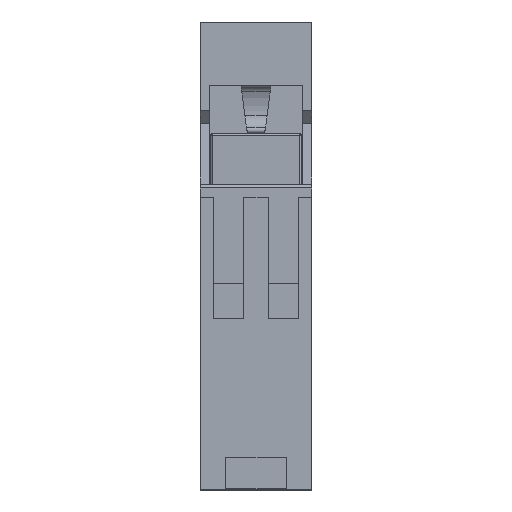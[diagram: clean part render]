
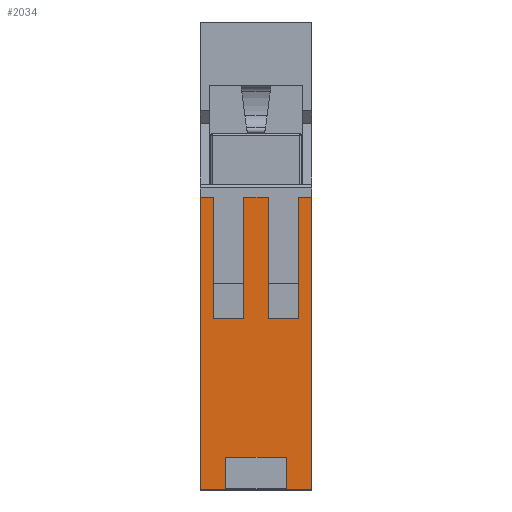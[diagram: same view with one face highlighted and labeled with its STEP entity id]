
A CAD part, front view. The second image highlights one B-rep face of the part: STEP entity #2034.
In plain terms, the highlighted planar face has unit normal (0, -1, 0).
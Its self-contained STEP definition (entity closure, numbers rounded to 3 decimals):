
#185=PLANE('',#6053);
#609=LINE('',#8600,#1240);
#611=LINE('',#8605,#1242);
#633=LINE('',#8655,#1264);
#669=LINE('',#8744,#1300);
#746=LINE('',#8913,#1377);
#807=LINE('',#9034,#1438);
#809=LINE('',#9038,#1440);
#811=LINE('',#9043,#1442);
#817=LINE('',#9054,#1448);
#818=LINE('',#9056,#1449);
#822=LINE('',#9063,#1453);
#823=LINE('',#9065,#1454);
#824=LINE('',#9067,#1455);
#825=LINE('',#9069,#1456);
#826=LINE('',#9070,#1457);
#827=LINE('',#9072,#1458);
#828=LINE('',#9074,#1459);
#829=LINE('',#9075,#1460);
#830=LINE('',#9078,#1461);
#831=LINE('',#9079,#1462);
#1240=VECTOR('',#6993,1.);
#1242=VECTOR('',#6997,1.);
#1264=VECTOR('',#7033,1.);
#1300=VECTOR('',#7087,1.);
#1377=VECTOR('',#7212,1.);
#1438=VECTOR('',#7333,1.);
#1440=VECTOR('',#7337,1.);
#1442=VECTOR('',#7341,1.);
#1448=VECTOR('',#7349,1.);
#1449=VECTOR('',#7352,1.);
#1453=VECTOR('',#7358,1.);
#1454=VECTOR('',#7361,1.);
#1455=VECTOR('',#7362,1.);
#1456=VECTOR('',#7363,1.);
#1457=VECTOR('',#7364,1.);
#1458=VECTOR('',#7365,1.);
#1459=VECTOR('',#7366,1.);
#1460=VECTOR('',#7367,1.);
#1461=VECTOR('',#7368,1.);
#1462=VECTOR('',#7369,1.);
#2034=ADVANCED_FACE('',(#2199,#2200,#2201),#185,.T.);
#2199=FACE_BOUND('',#2470,.T.);
#2200=FACE_BOUND('',#2471,.T.);
#2201=FACE_BOUND('',#2472,.T.);
#2470=EDGE_LOOP('',(#3674,#3675,#3676,#3677,#3678,#3679,#3680,#3681,#3682,
#3683,#3684,#3685));
#2471=EDGE_LOOP('',(#3686,#3687,#3688,#3689));
#2472=EDGE_LOOP('',(#3690,#3691,#3692,#3693));
#3674=ORIENTED_EDGE('',*,*,#5245,.F.);
#3675=ORIENTED_EDGE('',*,*,#5114,.T.);
#3676=ORIENTED_EDGE('',*,*,#5308,.T.);
#3677=ORIENTED_EDGE('',*,*,#5324,.T.);
#3678=ORIENTED_EDGE('',*,*,#5325,.T.);
#3679=ORIENTED_EDGE('',*,*,#5326,.T.);
#3680=ORIENTED_EDGE('',*,*,#5323,.T.);
#3681=ORIENTED_EDGE('',*,*,#5318,.T.);
#3682=ORIENTED_EDGE('',*,*,#5312,.T.);
#3683=ORIENTED_EDGE('',*,*,#5319,.T.);
#3684=ORIENTED_EDGE('',*,*,#5310,.T.);
#3685=ORIENTED_EDGE('',*,*,#5158,.F.);
#3686=ORIENTED_EDGE('',*,*,#5327,.F.);
#3687=ORIENTED_EDGE('',*,*,#5087,.T.);
#3688=ORIENTED_EDGE('',*,*,#5328,.T.);
#3689=ORIENTED_EDGE('',*,*,#5329,.F.);
#3690=ORIENTED_EDGE('',*,*,#5330,.T.);
#3691=ORIENTED_EDGE('',*,*,#5331,.T.);
#3692=ORIENTED_EDGE('',*,*,#5089,.F.);
#3693=ORIENTED_EDGE('',*,*,#5332,.F.);
#4387=VERTEX_POINT('',#8591);
#4391=VERTEX_POINT('',#8599);
#4393=VERTEX_POINT('',#8604);
#4394=VERTEX_POINT('',#8606);
#4414=VERTEX_POINT('',#8654);
#4415=VERTEX_POINT('',#8656);
#4458=VERTEX_POINT('',#8743);
#4459=VERTEX_POINT('',#8745);
#4556=VERTEX_POINT('',#9033);
#4557=VERTEX_POINT('',#9037);
#4558=VERTEX_POINT('',#9041);
#4560=VERTEX_POINT('',#9044);
#4562=VERTEX_POINT('',#9050);
#4565=VERTEX_POINT('',#9062);
#4566=VERTEX_POINT('',#9066);
#4567=VERTEX_POINT('',#9068);
#4568=VERTEX_POINT('',#9071);
#4569=VERTEX_POINT('',#9073);
#4570=VERTEX_POINT('',#9076);
#4571=VERTEX_POINT('',#9077);
#5087=EDGE_CURVE('',#4387,#4391,#609,.T.);
#5089=EDGE_CURVE('',#4393,#4394,#611,.T.);
#5114=EDGE_CURVE('',#4415,#4414,#633,.T.);
#5158=EDGE_CURVE('',#4458,#4459,#669,.T.);
#5245=EDGE_CURVE('',#4415,#4458,#746,.T.);
#5308=EDGE_CURVE('',#4414,#4556,#807,.T.);
#5310=EDGE_CURVE('',#4557,#4459,#809,.T.);
#5312=EDGE_CURVE('',#4560,#4558,#811,.T.);
#5318=EDGE_CURVE('',#4562,#4560,#817,.T.);
#5319=EDGE_CURVE('',#4558,#4557,#818,.T.);
#5323=EDGE_CURVE('',#4565,#4562,#822,.T.);
#5324=EDGE_CURVE('',#4556,#4566,#823,.T.);
#5325=EDGE_CURVE('',#4566,#4567,#824,.T.);
#5326=EDGE_CURVE('',#4567,#4565,#825,.T.);
#5327=EDGE_CURVE('',#4387,#4568,#826,.T.);
#5328=EDGE_CURVE('',#4391,#4569,#827,.T.);
#5329=EDGE_CURVE('',#4568,#4569,#828,.T.);
#5330=EDGE_CURVE('',#4570,#4571,#829,.T.);
#5331=EDGE_CURVE('',#4571,#4394,#830,.T.);
#5332=EDGE_CURVE('',#4570,#4393,#831,.T.);
#6053=AXIS2_PLACEMENT_3D('',#9080,#7370,#7371);
#6993=DIRECTION('',(0.,0.,-1.));
#6997=DIRECTION('',(0.,0.,-1.));
#7033=DIRECTION('',(0.,0.,1.));
#7087=DIRECTION('',(0.,0.,1.));
#7212=DIRECTION('',(-1.,0.,0.));
#7333=DIRECTION('',(-1.,0.,0.));
#7337=DIRECTION('',(-1.,0.,0.));
#7341=DIRECTION('',(-1.,0.,0.));
#7349=DIRECTION('',(0.,0.,-1.));
#7352=DIRECTION('',(0.,0.,1.));
#7358=DIRECTION('',(-1.,0.,0.));
#7361=DIRECTION('',(0.,0.,-1.));
#7362=DIRECTION('',(-1.,0.,0.));
#7363=DIRECTION('',(0.,0.,1.));
#7364=DIRECTION('',(-1.,0.,0.));
#7365=DIRECTION('',(-1.,0.,0.));
#7366=DIRECTION('',(0.,0.,-1.));
#7367=DIRECTION('',(0.,0.,-1.));
#7368=DIRECTION('',(-1.,0.,0.));
#7369=DIRECTION('',(-1.,0.,0.));
#7370=DIRECTION('',(0.,-1.,0.));
#7371=DIRECTION('',(0.,0.,-1.));
#8591=CARTESIAN_POINT('',(12.,-37.55,3.6));
#8599=CARTESIAN_POINT('',(12.,-37.55,0.2));
#8600=CARTESIAN_POINT('',(12.,-37.55,3.6));
#8604=CARTESIAN_POINT('',(3.6,-37.55,3.6));
#8605=CARTESIAN_POINT('',(3.6,-37.55,3.6));
#8606=CARTESIAN_POINT('',(3.6,-37.55,0.2));
#8654=CARTESIAN_POINT('',(15.6,-37.55,40.9));
#8655=CARTESIAN_POINT('',(15.6,-37.55,0.));
#8656=CARTESIAN_POINT('',(15.6,-37.55,0.));
#8743=CARTESIAN_POINT('',(0.,-37.55,0.));
#8744=CARTESIAN_POINT('',(0.,-37.55,0.));
#8745=CARTESIAN_POINT('',(0.,-37.55,40.9));
#8913=CARTESIAN_POINT('',(15.6,-37.55,0.));
#9033=CARTESIAN_POINT('',(13.7,-37.55,40.9));
#9034=CARTESIAN_POINT('',(15.6,-37.55,40.9));
#9037=CARTESIAN_POINT('',(1.9,-37.55,40.9));
#9038=CARTESIAN_POINT('',(15.6,-37.55,40.9));
#9041=CARTESIAN_POINT('',(1.9,-37.55,23.9));
#9043=CARTESIAN_POINT('',(9.8,-37.55,23.9));
#9044=CARTESIAN_POINT('',(6.1,-37.55,23.9));
#9050=CARTESIAN_POINT('',(6.1,-37.55,40.9));
#9054=CARTESIAN_POINT('',(6.1,-37.55,20.45));
#9056=CARTESIAN_POINT('',(1.9,-37.55,20.45));
#9062=CARTESIAN_POINT('',(9.5,-37.55,40.9));
#9063=CARTESIAN_POINT('',(15.6,-37.55,40.9));
#9065=CARTESIAN_POINT('',(13.7,-37.55,20.45));
#9066=CARTESIAN_POINT('',(13.7,-37.55,23.9));
#9067=CARTESIAN_POINT('',(13.6,-37.55,23.9));
#9068=CARTESIAN_POINT('',(9.5,-37.55,23.9));
#9069=CARTESIAN_POINT('',(9.5,-37.55,20.45));
#9070=CARTESIAN_POINT('',(12.,-37.55,3.6));
#9071=CARTESIAN_POINT('',(10.,-37.55,3.6));
#9072=CARTESIAN_POINT('',(12.,-37.55,0.2));
#9073=CARTESIAN_POINT('',(10.,-37.55,0.2));
#9074=CARTESIAN_POINT('',(10.,-37.55,3.6));
#9075=CARTESIAN_POINT('',(5.6,-37.55,3.6));
#9076=CARTESIAN_POINT('',(5.6,-37.55,3.6));
#9077=CARTESIAN_POINT('',(5.6,-37.55,0.2));
#9078=CARTESIAN_POINT('',(12.,-37.55,0.2));
#9079=CARTESIAN_POINT('',(12.,-37.55,3.6));
#9080=CARTESIAN_POINT('',(15.6,-37.55,0.));
